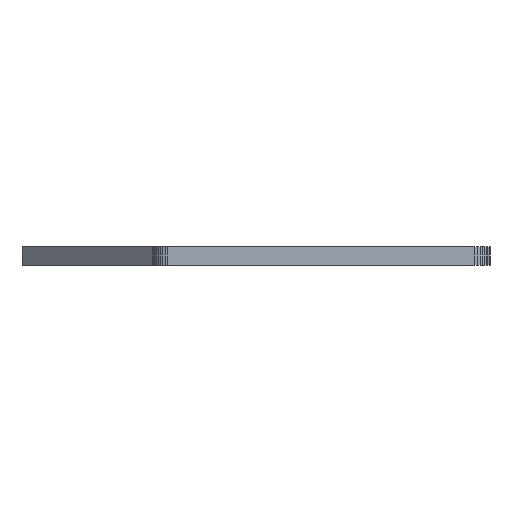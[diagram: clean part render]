
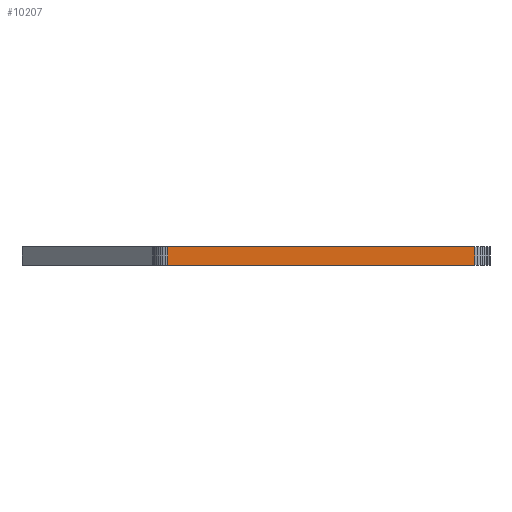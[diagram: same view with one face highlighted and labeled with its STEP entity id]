
A CAD part, front view. The second image highlights one B-rep face of the part: STEP entity #10207.
In plain terms, the highlighted planar face has unit normal (0, -1, 0).
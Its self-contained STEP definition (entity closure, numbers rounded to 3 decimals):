
#90 = PLANE('',#91);
#91 = AXIS2_PLACEMENT_3D('',#92,#93,#94);
#92 = CARTESIAN_POINT('',(160.361,-84.827,1.58));
#93 = DIRECTION('',(-0.,-0.,-1.));
#94 = DIRECTION('',(-1.,0.,0.));
#144 = PLANE('',#145);
#145 = AXIS2_PLACEMENT_3D('',#146,#147,#148);
#146 = CARTESIAN_POINT('',(160.361,-84.827,0.));
#147 = DIRECTION('',(-0.,-0.,-1.));
#148 = DIRECTION('',(-1.,0.,0.));
#729 = VERTEX_POINT('',#730);
#730 = CARTESIAN_POINT('',(176.53,-122.174,0.));
#744 = PLANE('',#745);
#745 = AXIS2_PLACEMENT_3D('',#746,#747,#748);
#746 = CARTESIAN_POINT('',(176.75,-122.155,0.));
#747 = DIRECTION('',(0.087,-0.996,0.));
#748 = DIRECTION('',(-0.996,-0.087,0.));
#756 = EDGE_CURVE('',#729,#757,#759,.T.);
#757 = VERTEX_POINT('',#758);
#758 = CARTESIAN_POINT('',(150.876,-122.174,0.));
#759 = SURFACE_CURVE('',#760,(#764,#771),.PCURVE_S1.);
#760 = LINE('',#761,#762);
#761 = CARTESIAN_POINT('',(176.53,-122.174,0.));
#762 = VECTOR('',#763,1.);
#763 = DIRECTION('',(-1.,0.,0.));
#764 = PCURVE('',#144,#765);
#765 = DEFINITIONAL_REPRESENTATION('',(#766),#770);
#766 = LINE('',#767,#768);
#767 = CARTESIAN_POINT('',(-16.169,-37.347));
#768 = VECTOR('',#769,1.);
#769 = DIRECTION('',(1.,0.));
#770 = ( GEOMETRIC_REPRESENTATION_CONTEXT(2) 
PARAMETRIC_REPRESENTATION_CONTEXT() REPRESENTATION_CONTEXT('2D SPACE',''
  ) );
#771 = PCURVE('',#772,#777);
#772 = PLANE('',#773);
#773 = AXIS2_PLACEMENT_3D('',#774,#775,#776);
#774 = CARTESIAN_POINT('',(176.53,-122.174,0.));
#775 = DIRECTION('',(0.,-1.,0.));
#776 = DIRECTION('',(-1.,0.,0.));
#777 = DEFINITIONAL_REPRESENTATION('',(#778),#782);
#778 = LINE('',#779,#780);
#779 = CARTESIAN_POINT('',(0.,-0.));
#780 = VECTOR('',#781,1.);
#781 = DIRECTION('',(1.,0.));
#782 = ( GEOMETRIC_REPRESENTATION_CONTEXT(2) 
PARAMETRIC_REPRESENTATION_CONTEXT() REPRESENTATION_CONTEXT('2D SPACE',''
  ) );
#800 = PLANE('',#801);
#801 = AXIS2_PLACEMENT_3D('',#802,#803,#804);
#802 = CARTESIAN_POINT('',(150.876,-122.174,0.));
#803 = DIRECTION('',(-0.087,-0.996,0.));
#804 = DIRECTION('',(-0.996,0.087,0.));
#5576 = VERTEX_POINT('',#5577);
#5577 = CARTESIAN_POINT('',(176.53,-122.174,1.58));
#5598 = EDGE_CURVE('',#5576,#5599,#5601,.T.);
#5599 = VERTEX_POINT('',#5600);
#5600 = CARTESIAN_POINT('',(150.876,-122.174,1.58));
#5601 = SURFACE_CURVE('',#5602,(#5606,#5613),.PCURVE_S1.);
#5602 = LINE('',#5603,#5604);
#5603 = CARTESIAN_POINT('',(176.53,-122.174,1.58));
#5604 = VECTOR('',#5605,1.);
#5605 = DIRECTION('',(-1.,0.,0.));
#5606 = PCURVE('',#90,#5607);
#5607 = DEFINITIONAL_REPRESENTATION('',(#5608),#5612);
#5608 = LINE('',#5609,#5610);
#5609 = CARTESIAN_POINT('',(-16.169,-37.347));
#5610 = VECTOR('',#5611,1.);
#5611 = DIRECTION('',(1.,0.));
#5612 = ( GEOMETRIC_REPRESENTATION_CONTEXT(2) 
PARAMETRIC_REPRESENTATION_CONTEXT() REPRESENTATION_CONTEXT('2D SPACE',''
  ) );
#5613 = PCURVE('',#772,#5614);
#5614 = DEFINITIONAL_REPRESENTATION('',(#5615),#5619);
#5615 = LINE('',#5616,#5617);
#5616 = CARTESIAN_POINT('',(0.,-1.58));
#5617 = VECTOR('',#5618,1.);
#5618 = DIRECTION('',(1.,0.));
#5619 = ( GEOMETRIC_REPRESENTATION_CONTEXT(2) 
PARAMETRIC_REPRESENTATION_CONTEXT() REPRESENTATION_CONTEXT('2D SPACE',''
  ) );
#10159 = EDGE_CURVE('',#729,#5576,#10160,.T.);
#10160 = SURFACE_CURVE('',#10161,(#10165,#10172),.PCURVE_S1.);
#10161 = LINE('',#10162,#10163);
#10162 = CARTESIAN_POINT('',(176.53,-122.174,0.));
#10163 = VECTOR('',#10164,1.);
#10164 = DIRECTION('',(0.,0.,1.));
#10165 = PCURVE('',#744,#10166);
#10166 = DEFINITIONAL_REPRESENTATION('',(#10167),#10171);
#10167 = LINE('',#10168,#10169);
#10168 = CARTESIAN_POINT('',(0.221,0.));
#10169 = VECTOR('',#10170,1.);
#10170 = DIRECTION('',(0.,-1.));
#10171 = ( GEOMETRIC_REPRESENTATION_CONTEXT(2) 
PARAMETRIC_REPRESENTATION_CONTEXT() REPRESENTATION_CONTEXT('2D SPACE',''
  ) );
#10172 = PCURVE('',#772,#10173);
#10173 = DEFINITIONAL_REPRESENTATION('',(#10174),#10178);
#10174 = LINE('',#10175,#10176);
#10175 = CARTESIAN_POINT('',(0.,-0.));
#10176 = VECTOR('',#10177,1.);
#10177 = DIRECTION('',(0.,-1.));
#10178 = ( GEOMETRIC_REPRESENTATION_CONTEXT(2) 
PARAMETRIC_REPRESENTATION_CONTEXT() REPRESENTATION_CONTEXT('2D SPACE',''
  ) );
#10207 = ADVANCED_FACE('',(#10208),#772,.T.);
#10208 = FACE_BOUND('',#10209,.T.);
#10209 = EDGE_LOOP('',(#10210,#10211,#10212,#10233));
#10210 = ORIENTED_EDGE('',*,*,#10159,.T.);
#10211 = ORIENTED_EDGE('',*,*,#5598,.T.);
#10212 = ORIENTED_EDGE('',*,*,#10213,.F.);
#10213 = EDGE_CURVE('',#757,#5599,#10214,.T.);
#10214 = SURFACE_CURVE('',#10215,(#10219,#10226),.PCURVE_S1.);
#10215 = LINE('',#10216,#10217);
#10216 = CARTESIAN_POINT('',(150.876,-122.174,0.));
#10217 = VECTOR('',#10218,1.);
#10218 = DIRECTION('',(0.,0.,1.));
#10219 = PCURVE('',#772,#10220);
#10220 = DEFINITIONAL_REPRESENTATION('',(#10221),#10225);
#10221 = LINE('',#10222,#10223);
#10222 = CARTESIAN_POINT('',(25.654,0.));
#10223 = VECTOR('',#10224,1.);
#10224 = DIRECTION('',(0.,-1.));
#10225 = ( GEOMETRIC_REPRESENTATION_CONTEXT(2) 
PARAMETRIC_REPRESENTATION_CONTEXT() REPRESENTATION_CONTEXT('2D SPACE',''
  ) );
#10226 = PCURVE('',#800,#10227);
#10227 = DEFINITIONAL_REPRESENTATION('',(#10228),#10232);
#10228 = LINE('',#10229,#10230);
#10229 = CARTESIAN_POINT('',(0.,0.));
#10230 = VECTOR('',#10231,1.);
#10231 = DIRECTION('',(0.,-1.));
#10232 = ( GEOMETRIC_REPRESENTATION_CONTEXT(2) 
PARAMETRIC_REPRESENTATION_CONTEXT() REPRESENTATION_CONTEXT('2D SPACE',''
  ) );
#10233 = ORIENTED_EDGE('',*,*,#756,.F.);
